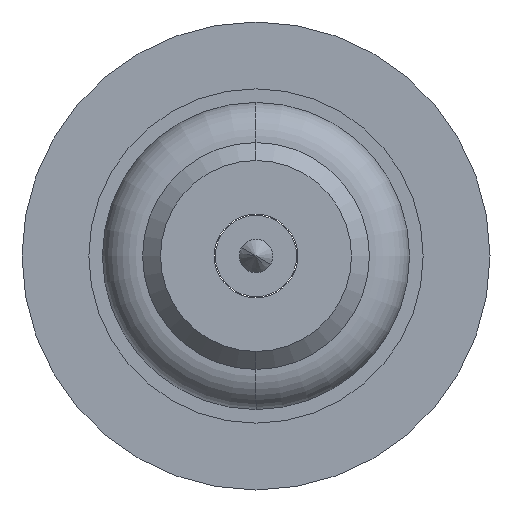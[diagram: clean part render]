
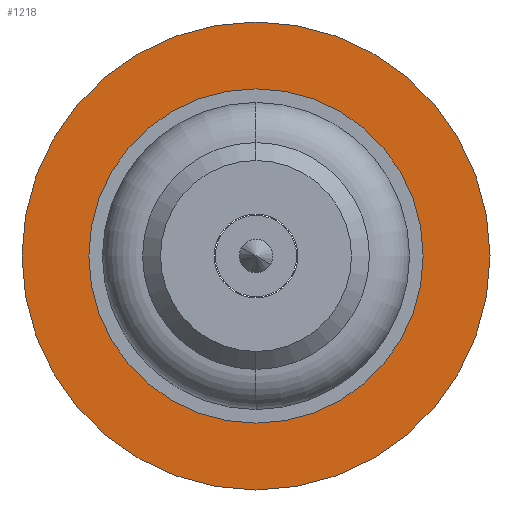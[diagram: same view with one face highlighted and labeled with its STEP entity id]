
A CAD part, left-side view. The second image highlights one B-rep face of the part: STEP entity #1218.
In plain terms, the highlighted planar face has unit normal (-1, 0, 0).
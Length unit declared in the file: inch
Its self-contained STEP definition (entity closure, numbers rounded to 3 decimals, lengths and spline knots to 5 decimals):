
#242 = CARTESIAN_POINT ( 'NONE',  ( 0., 0., 0.07 ) ) ;
#243 = DIRECTION ( 'NONE',  ( 0., 0., 1. ) ) ;
#244 = DIRECTION ( 'NONE',  ( -1., 0., 0. ) ) ;
#245 = CARTESIAN_POINT ( 'NONE',  ( 0., 0., 0. ) ) ;
#246 = AXIS2_PLACEMENT_3D ( 'NONE', #245, #244, #243 ) ;
#247 = CIRCLE ( 'NONE', #246, 0.07 ) ;
#248 = CARTESIAN_POINT ( 'NONE',  ( 0., 0., -0.07 ) ) ;
#312 = CARTESIAN_POINT ( 'NONE',  ( 0., 0., -0.098 ) ) ;
#333 = DIRECTION ( 'NONE',  ( 0., 0., 1. ) ) ;
#334 = DIRECTION ( 'NONE',  ( -1., 0., 0. ) ) ;
#335 = CARTESIAN_POINT ( 'NONE',  ( 0., 0., 0. ) ) ;
#336 = AXIS2_PLACEMENT_3D ( 'NONE', #335, #334, #333 ) ;
#337 = CIRCLE ( 'NONE', #336, 0.07 ) ;
#338 = DIRECTION ( 'NONE',  ( 0., 0., -1. ) ) ;
#339 = DIRECTION ( 'NONE',  ( 1., 0., 0. ) ) ;
#340 = CARTESIAN_POINT ( 'NONE',  ( 0., 0., 0. ) ) ;
#341 = AXIS2_PLACEMENT_3D ( 'NONE', #340, #339, #338 ) ;
#342 = PLANE ( 'NONE',  #341 ) ;
#400 = FACE_OUTER_BOUND ( 'NONE', #1323, .T. ) ;
#401 = DIRECTION ( 'NONE',  ( 0., 0., -1. ) ) ;
#402 = DIRECTION ( 'NONE',  ( 1., 0., 0. ) ) ;
#403 = CARTESIAN_POINT ( 'NONE',  ( 0., 0., 0. ) ) ;
#404 = AXIS2_PLACEMENT_3D ( 'NONE', #403, #402, #401 ) ;
#405 = FACE_BOUND ( 'NONE', #1219, .T. ) ;
#468 = CARTESIAN_POINT ( 'NONE',  ( 0., 0., 0.098 ) ) ;
#469 = DIRECTION ( 'NONE',  ( 0., 0., -1. ) ) ;
#470 = DIRECTION ( 'NONE',  ( 1., 0., 0. ) ) ;
#471 = CARTESIAN_POINT ( 'NONE',  ( 0., 0., 0. ) ) ;
#472 = AXIS2_PLACEMENT_3D ( 'NONE', #471, #470, #469 ) ;
#473 = CIRCLE ( 'NONE', #472, 0.098 ) ;
#474 = CIRCLE ( 'NONE', #404, 0.098 ) ;
#1217 = EDGE_CURVE ( 'NONE', #1236, #1233, #474, .T. ) ;
#1218 = ADVANCED_FACE ( 'NONE', ( #405, #400 ), #342, .F. ) ;
#1219 = EDGE_LOOP ( 'NONE', ( #1220, #1222 ) ) ;
#1220 = ORIENTED_EDGE ( 'NONE', *, *, #1221, .F. ) ;
#1221 = EDGE_CURVE ( 'NONE', #1392, #1389, #337, .T. ) ;
#1222 = ORIENTED_EDGE ( 'NONE', *, *, #1391, .F. ) ;
#1233 = VERTEX_POINT ( 'NONE', #312 ) ;
#1235 = EDGE_CURVE ( 'NONE', #1233, #1236, #473, .T. ) ;
#1236 = VERTEX_POINT ( 'NONE', #468 ) ;
#1323 = EDGE_LOOP ( 'NONE', ( #1324, #1325 ) ) ;
#1324 = ORIENTED_EDGE ( 'NONE', *, *, #1217, .F. ) ;
#1325 = ORIENTED_EDGE ( 'NONE', *, *, #1235, .F. ) ;
#1389 = VERTEX_POINT ( 'NONE', #248 ) ;
#1391 = EDGE_CURVE ( 'NONE', #1389, #1392, #247, .T. ) ;
#1392 = VERTEX_POINT ( 'NONE', #242 ) ;
